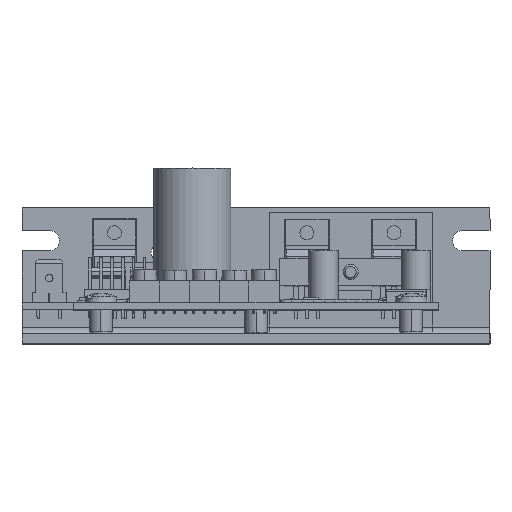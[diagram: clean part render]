
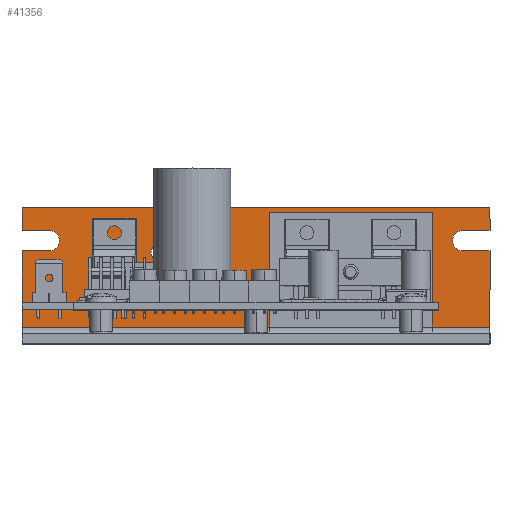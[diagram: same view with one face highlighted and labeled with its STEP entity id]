
A CAD part, top view. The second image highlights one B-rep face of the part: STEP entity #41356.
In plain terms, the highlighted planar face has unit normal (0, 0, 1).
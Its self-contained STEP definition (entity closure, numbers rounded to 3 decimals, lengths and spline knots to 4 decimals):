
#3641 = ORIENTED_EDGE ( 'NONE', *, *, #5347, .F. ) ;
#3642 = ORIENTED_EDGE ( 'NONE', *, *, #5322, .F. ) ;
#3643 = ORIENTED_EDGE ( 'NONE', *, *, #5348, .T. ) ;
#3646 = ORIENTED_EDGE ( 'NONE', *, *, #5343, .F. ) ;
#3647 = ORIENTED_EDGE ( 'NONE', *, *, #5315, .F. ) ;
#3648 = ORIENTED_EDGE ( 'NONE', *, *, #5344, .F. ) ;
#3649 = ORIENTED_EDGE ( 'NONE', *, *, #5345, .F. ) ;
#3650 = ORIENTED_EDGE ( 'NONE', *, *, #5346, .F. ) ;
#3651 = ORIENTED_EDGE ( 'NONE', *, *, #5339, .T. ) ;
#3652 = ORIENTED_EDGE ( 'NONE', *, *, #5340, .T. ) ;
#3653 = ORIENTED_EDGE ( 'NONE', *, *, #5320, .F. ) ;
#3654 = ORIENTED_EDGE ( 'NONE', *, *, #5341, .F. ) ;
#3655 = ORIENTED_EDGE ( 'NONE', *, *, #5342, .F. ) ;
#3656 = ORIENTED_EDGE ( 'NONE', *, *, #5337, .F. ) ;
#3658 = ORIENTED_EDGE ( 'NONE', *, *, #5306, .F. ) ;
#3660 = ORIENTED_EDGE ( 'NONE', *, *, #5338, .F. ) ;
#3662 = ORIENTED_EDGE ( 'NONE', *, *, #5299, .F. ) ;
#5299 = EDGE_CURVE ( 'NONE', #25457, #25312, #59660, .T. ) ;
#5306 = EDGE_CURVE ( 'NONE', #25405, #25348, #59679, .T. ) ;
#5315 = EDGE_CURVE ( 'NONE', #25243, #25400, #59707, .T. ) ;
#5320 = EDGE_CURVE ( 'NONE', #25352, #25394, #59718, .T. ) ;
#5322 = EDGE_CURVE ( 'NONE', #25246, #25367, #59724, .T. ) ;
#5337 = EDGE_CURVE ( 'NONE', #25312, #25457, #59775, .T. ) ;
#5338 = EDGE_CURVE ( 'NONE', #25348, #25405, #59779, .T. ) ;
#5339 = EDGE_CURVE ( 'NONE', #25355, #25311, #59780, .T. ) ;
#5340 = EDGE_CURVE ( 'NONE', #25311, #25394, #59757, .T. ) ;
#5341 = EDGE_CURVE ( 'NONE', #25329, #25352, #59784, .T. ) ;
#5342 = EDGE_CURVE ( 'NONE', #25379, #25329, #59782, .T. ) ;
#5343 = EDGE_CURVE ( 'NONE', #25400, #25379, #59788, .T. ) ;
#5344 = EDGE_CURVE ( 'NONE', #25437, #25243, #59797, .T. ) ;
#5345 = EDGE_CURVE ( 'NONE', #25383, #25437, #59793, .T. ) ;
#5346 = EDGE_CURVE ( 'NONE', #25392, #25383, #59800, .T. ) ;
#5347 = EDGE_CURVE ( 'NONE', #25367, #25392, #59803, .T. ) ;
#5348 = EDGE_CURVE ( 'NONE', #25246, #25355, #59806, .T. ) ;
#8760 = FACE_OUTER_BOUND ( 'NONE', #41179, .T. ) ;
#8765 = FACE_BOUND ( 'NONE', #41193, .T. ) ;
#8769 = FACE_BOUND ( 'NONE', #41187, .T. ) ;
#20241 = CARTESIAN_POINT ( 'NONE',  ( -1.806, 0.95, -1.73 ) ) ;
#20244 = CARTESIAN_POINT ( 'NONE',  ( 2.15, 0.856, -1.73 ) ) ;
#20305 = CARTESIAN_POINT ( 'NONE',  ( 1.9, 1.044, -1.73 ) ) ;
#20306 = CARTESIAN_POINT ( 'NONE',  ( -0.89, 0.7653, -1.73 ) ) ;
#20323 = CARTESIAN_POINT ( 'NONE',  ( -2.15, 1.25, -1.73 ) ) ;
#20342 = CARTESIAN_POINT ( 'NONE',  ( 0.87, 0.5853, -1.73 ) ) ;
#20346 = CARTESIAN_POINT ( 'NONE',  ( 2.15, 1.25, -1.73 ) ) ;
#20349 = CARTESIAN_POINT ( 'NONE',  ( 1.9, 0.856, -1.73 ) ) ;
#20361 = CARTESIAN_POINT ( 'NONE',  ( 2.15, 0.153, -1.73 ) ) ;
#20371 = CARTESIAN_POINT ( 'NONE',  ( -2.15, 1.044, -1.73 ) ) ;
#20375 = CARTESIAN_POINT ( 'NONE',  ( -2.15, 0.856, -1.73 ) ) ;
#20384 = CARTESIAN_POINT ( 'NONE',  ( -2.15, 0.153, -1.73 ) ) ;
#20386 = CARTESIAN_POINT ( 'NONE',  ( 2.15, 1.044, -1.73 ) ) ;
#20392 = CARTESIAN_POINT ( 'NONE',  ( -1.9, 1.044, -1.73 ) ) ;
#20397 = CARTESIAN_POINT ( 'NONE',  ( 0.87, 0.7348, -1.73 ) ) ;
#20425 = CARTESIAN_POINT ( 'NONE',  ( -1.9, 0.856, -1.73 ) ) ;
#20444 = CARTESIAN_POINT ( 'NONE',  ( -0.89, 0.9148, -1.73 ) ) ;
#21109 = CARTESIAN_POINT ( 'NONE',  ( -0.89, 0.84, -1.73 ) ) ;
#21110 = DIRECTION ( 'NONE',  ( 0., 0., 1. ) ) ;
#21111 = DIRECTION ( 'NONE',  ( 0., -1., 0. ) ) ;
#21126 = CARTESIAN_POINT ( 'NONE',  ( 0.87, 0.66, -1.73 ) ) ;
#21127 = DIRECTION ( 'NONE',  ( 0., 0., 1. ) ) ;
#21128 = DIRECTION ( 'NONE',  ( 0., -1., 0. ) ) ;
#21148 = CARTESIAN_POINT ( 'NONE',  ( -1.9, 0.95, -1.73 ) ) ;
#21149 = DIRECTION ( 'NONE',  ( 0., 0., 1. ) ) ;
#21150 = DIRECTION ( 'NONE',  ( 0., -1., 0. ) ) ;
#21151 = CARTESIAN_POINT ( 'NONE',  ( 2.15, 0.09, -1.73 ) ) ;
#21153 = CARTESIAN_POINT ( 'NONE',  ( 2.15, 0.09, -1.73 ) ) ;
#21157 = DIRECTION ( 'NONE',  ( 0., -1., 0. ) ) ;
#21160 = DIRECTION ( 'NONE',  ( 0., -1., 0. ) ) ;
#21193 = CARTESIAN_POINT ( 'NONE',  ( 2.15, 1.044, -1.73 ) ) ;
#21194 = CARTESIAN_POINT ( 'NONE',  ( -0.89, 0.84, -1.73 ) ) ;
#21195 = DIRECTION ( 'NONE',  ( 0., 0., 1. ) ) ;
#21196 = DIRECTION ( 'NONE',  ( 0., -1., 0. ) ) ;
#21197 = DIRECTION ( 'NONE',  ( 1., 0., 0. ) ) ;
#21198 = CARTESIAN_POINT ( 'NONE',  ( 0.87, 0.66, -1.73 ) ) ;
#21199 = DIRECTION ( 'NONE',  ( 0., 0., 1. ) ) ;
#21200 = DIRECTION ( 'NONE',  ( 0., -1., 0. ) ) ;
#21201 = CARTESIAN_POINT ( 'NONE',  ( -2.15, 1.25, -1.73 ) ) ;
#21202 = CARTESIAN_POINT ( 'NONE',  ( 2.15, 1.044, -1.73 ) ) ;
#21203 = CARTESIAN_POINT ( 'NONE',  ( 1.9, 0.95, -1.73 ) ) ;
#21204 = DIRECTION ( 'NONE',  ( 0., 0., -1. ) ) ;
#21205 = DIRECTION ( 'NONE',  ( 0., -1., 0. ) ) ;
#21206 = CARTESIAN_POINT ( 'NONE',  ( 2.15, 1.25, -1.73 ) ) ;
#21207 = DIRECTION ( 'NONE',  ( 1., 0., 0. ) ) ;
#21208 = DIRECTION ( 'NONE',  ( 0., 1., 0. ) ) ;
#21209 = DIRECTION ( 'NONE',  ( 1., 0., 0. ) ) ;
#21210 = DIRECTION ( 'NONE',  ( -1., 0., 0. ) ) ;
#21211 = CARTESIAN_POINT ( 'NONE',  ( -2.15, 1.25, -1.73 ) ) ;
#21212 = CARTESIAN_POINT ( 'NONE',  ( 2.15, 0.153, -1.73 ) ) ;
#21213 = CARTESIAN_POINT ( 'NONE',  ( 2.15, 0.856, -1.73 ) ) ;
#21214 = CARTESIAN_POINT ( 'NONE',  ( -1.9, 0.95, -1.73 ) ) ;
#21215 = DIRECTION ( 'NONE',  ( 0., 0., 1. ) ) ;
#21216 = DIRECTION ( 'NONE',  ( 0., -1., 0. ) ) ;
#21217 = CARTESIAN_POINT ( 'NONE',  ( 2.15, 0.856, -1.73 ) ) ;
#21218 = DIRECTION ( 'NONE',  ( 0., 1., 0. ) ) ;
#21220 = DIRECTION ( 'NONE',  ( -1., 0., 0. ) ) ;
#21222 = DIRECTION ( 'NONE',  ( -1., 0., 0. ) ) ;
#25243 = VERTEX_POINT ( 'NONE', #20241 ) ;
#25246 = VERTEX_POINT ( 'NONE', #20244 ) ;
#25311 = VERTEX_POINT ( 'NONE', #20305 ) ;
#25312 = VERTEX_POINT ( 'NONE', #20306 ) ;
#25329 = VERTEX_POINT ( 'NONE', #20323 ) ;
#25348 = VERTEX_POINT ( 'NONE', #20342 ) ;
#25352 = VERTEX_POINT ( 'NONE', #20346 ) ;
#25355 = VERTEX_POINT ( 'NONE', #20349 ) ;
#25367 = VERTEX_POINT ( 'NONE', #20361 ) ;
#25379 = VERTEX_POINT ( 'NONE', #20371 ) ;
#25383 = VERTEX_POINT ( 'NONE', #20375 ) ;
#25392 = VERTEX_POINT ( 'NONE', #20384 ) ;
#25394 = VERTEX_POINT ( 'NONE', #20386 ) ;
#25400 = VERTEX_POINT ( 'NONE', #20392 ) ;
#25405 = VERTEX_POINT ( 'NONE', #20397 ) ;
#25437 = VERTEX_POINT ( 'NONE', #20425 ) ;
#25457 = VERTEX_POINT ( 'NONE', #20444 ) ;
#27586 = AXIS2_PLACEMENT_3D ( 'NONE', #21109, #21110, #21111 ) ;
#27592 = AXIS2_PLACEMENT_3D ( 'NONE', #21126, #21127, #21128 ) ;
#27600 = AXIS2_PLACEMENT_3D ( 'NONE', #21148, #21149, #21150 ) ;
#27610 = AXIS2_PLACEMENT_3D ( 'NONE', #21194, #21195, #21196 ) ;
#27612 = AXIS2_PLACEMENT_3D ( 'NONE', #21198, #21199, #21200 ) ;
#27614 = AXIS2_PLACEMENT_3D ( 'NONE', #21203, #21204, #21205 ) ;
#27616 = AXIS2_PLACEMENT_3D ( 'NONE', #21214, #21215, #21216 ) ;
#41179 = EDGE_LOOP ( 'NONE', ( #3651, #3652, #3653, #3654, #3655, #3646, #3647, #3648, #3649, #3650, #3641, #3642, #3643 ) ) ;
#41187 = EDGE_LOOP ( 'NONE', ( #3658, #3660 ) ) ;
#41193 = EDGE_LOOP ( 'NONE', ( #3662, #3656 ) ) ;
#41356 = ADVANCED_FACE ( 'NONE', ( #8765, #8769, #8760 ), #48117, .T. ) ;
#48110 = DIRECTION ( 'NONE',  ( 0., 0., 1. ) ) ;
#48114 = CARTESIAN_POINT ( 'NONE',  ( 2.15, 1.25, -1.73 ) ) ;
#48117 = PLANE ( 'NONE',  #62184 ) ;
#48120 = DIRECTION ( 'NONE',  ( 0., -1., 0. ) ) ;
#59660 = CIRCLE ( 'NONE', #27586, 0.0747 ) ;
#59679 = CIRCLE ( 'NONE', #27592, 0.0747 ) ;
#59707 = CIRCLE ( 'NONE', #27600, 0.094 ) ;
#59718 = LINE ( 'NONE', #21151, #59729 ) ;
#59724 = LINE ( 'NONE', #21153, #59736 ) ;
#59729 = VECTOR ( 'NONE', #21157, 39.3701 ) ;
#59736 = VECTOR ( 'NONE', #21160, 39.3701 ) ;
#59757 = LINE ( 'NONE', #21202, #59786 ) ;
#59775 = CIRCLE ( 'NONE', #27610, 0.0747 ) ;
#59779 = CIRCLE ( 'NONE', #27612, 0.0747 ) ;
#59780 = CIRCLE ( 'NONE', #27614, 0.094 ) ;
#59782 = LINE ( 'NONE', #21201, #59795 ) ;
#59784 = LINE ( 'NONE', #21206, #59791 ) ;
#59786 = VECTOR ( 'NONE', #21197, 39.3701 ) ;
#59788 = LINE ( 'NONE', #21193, #59799 ) ;
#59791 = VECTOR ( 'NONE', #21207, 39.3701 ) ;
#59793 = LINE ( 'NONE', #21213, #59804 ) ;
#59795 = VECTOR ( 'NONE', #21208, 39.3701 ) ;
#59797 = CIRCLE ( 'NONE', #27616, 0.094 ) ;
#59799 = VECTOR ( 'NONE', #21210, 39.3701 ) ;
#59800 = LINE ( 'NONE', #21211, #59808 ) ;
#59803 = LINE ( 'NONE', #21212, #59811 ) ;
#59804 = VECTOR ( 'NONE', #21209, 39.3701 ) ;
#59806 = LINE ( 'NONE', #21217, #59815 ) ;
#59808 = VECTOR ( 'NONE', #21218, 39.3701 ) ;
#59811 = VECTOR ( 'NONE', #21220, 39.3701 ) ;
#59815 = VECTOR ( 'NONE', #21222, 39.3701 ) ;
#62184 = AXIS2_PLACEMENT_3D ( 'NONE', #48114, #48110, #48120 ) ;
